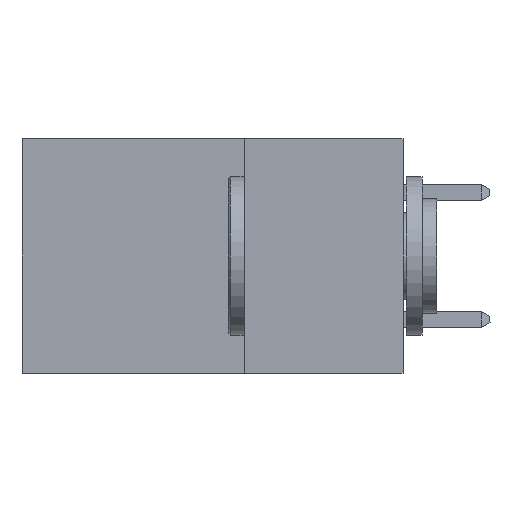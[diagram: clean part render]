
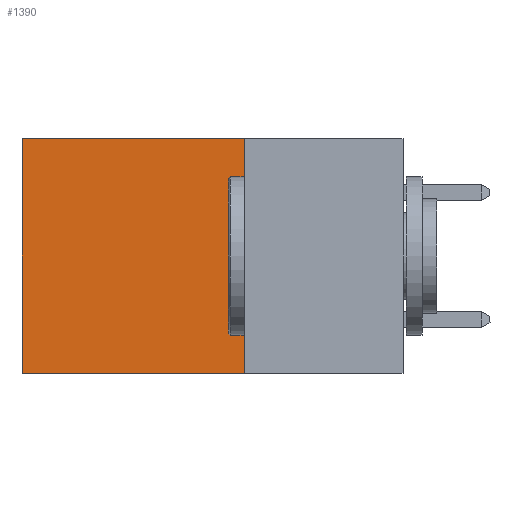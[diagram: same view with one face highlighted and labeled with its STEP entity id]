
A CAD part, left-side view. The second image highlights one B-rep face of the part: STEP entity #1390.
In plain terms, the highlighted planar face has unit normal (-1, 0, 0).
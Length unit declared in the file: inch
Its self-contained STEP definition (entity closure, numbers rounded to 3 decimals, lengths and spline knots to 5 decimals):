
#919 = CARTESIAN_POINT ( 'NONE',  ( 0.2875, 0.25, 0. ) ) ;
#1062 = LINE ( 'NONE', #6615, #15475 ) ;
#1248 = ORIENTED_EDGE ( 'NONE', *, *, #15607, .F. ) ;
#1390 = ADVANCED_FACE ( 'NONE', ( #10892 ), #15981, .F. ) ;
#1503 = VECTOR ( 'NONE', #12812, 39.37008 ) ;
#2170 = VERTEX_POINT ( 'NONE', #5123 ) ;
#2518 = VERTEX_POINT ( 'NONE', #13704 ) ;
#4117 = EDGE_LOOP ( 'NONE', ( #4738, #1248, #14678, #5248 ) ) ;
#4166 = VERTEX_POINT ( 'NONE', #919 ) ;
#4401 = LINE ( 'NONE', #5149, #15439 ) ;
#4738 = ORIENTED_EDGE ( 'NONE', *, *, #7101, .T. ) ;
#5123 = CARTESIAN_POINT ( 'NONE',  ( 0.2875, 0.25, -0.37 ) ) ;
#5149 = CARTESIAN_POINT ( 'NONE',  ( 0.2875, 0.6, 0. ) ) ;
#5248 = ORIENTED_EDGE ( 'NONE', *, *, #16452, .T. ) ;
#6615 = CARTESIAN_POINT ( 'NONE',  ( 0.2875, 0.25, -0.37 ) ) ;
#7101 = EDGE_CURVE ( 'NONE', #2518, #14307, #4401, .T. ) ;
#7400 = CARTESIAN_POINT ( 'NONE',  ( 0.2875, 0.25, 0. ) ) ;
#8068 = LINE ( 'NONE', #7400, #11676 ) ;
#10072 = CARTESIAN_POINT ( 'NONE',  ( 0.2875, 0.25, 0. ) ) ;
#10109 = AXIS2_PLACEMENT_3D ( 'NONE', #17581, #15885, #15866 ) ;
#10816 = DIRECTION ( 'NONE',  ( 0., 1., 0. ) ) ;
#10892 = FACE_OUTER_BOUND ( 'NONE', #4117, .T. ) ;
#11496 = DIRECTION ( 'NONE',  ( 0., 0., -1. ) ) ;
#11676 = VECTOR ( 'NONE', #11496, 39.37008 ) ;
#12597 = LINE ( 'NONE', #10072, #1503 ) ;
#12812 = DIRECTION ( 'NONE',  ( 0., 1., 0. ) ) ;
#13691 = CARTESIAN_POINT ( 'NONE',  ( 0.2875, 0.6, -0.37 ) ) ;
#13704 = CARTESIAN_POINT ( 'NONE',  ( 0.2875, 0.6, 0. ) ) ;
#14307 = VERTEX_POINT ( 'NONE', #13691 ) ;
#14678 = ORIENTED_EDGE ( 'NONE', *, *, #17790, .F. ) ;
#14809 = DIRECTION ( 'NONE',  ( 0., 0., -1. ) ) ;
#15439 = VECTOR ( 'NONE', #14809, 39.37008 ) ;
#15475 = VECTOR ( 'NONE', #10816, 39.37008 ) ;
#15607 = EDGE_CURVE ( 'NONE', #2170, #14307, #1062, .T. ) ;
#15866 = DIRECTION ( 'NONE',  ( 0., 0., -1. ) ) ;
#15885 = DIRECTION ( 'NONE',  ( 1., 0., 0. ) ) ;
#15981 = PLANE ( 'NONE',  #10109 ) ;
#16452 = EDGE_CURVE ( 'NONE', #4166, #2518, #12597, .T. ) ;
#17581 = CARTESIAN_POINT ( 'NONE',  ( 0.2875, 0.25, 0. ) ) ;
#17790 = EDGE_CURVE ( 'NONE', #4166, #2170, #8068, .T. ) ;
